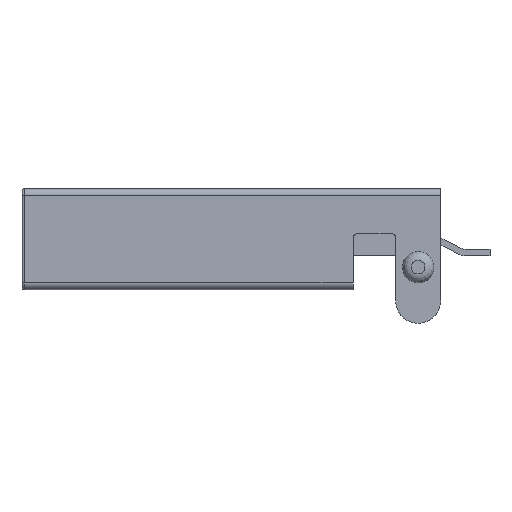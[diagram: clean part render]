
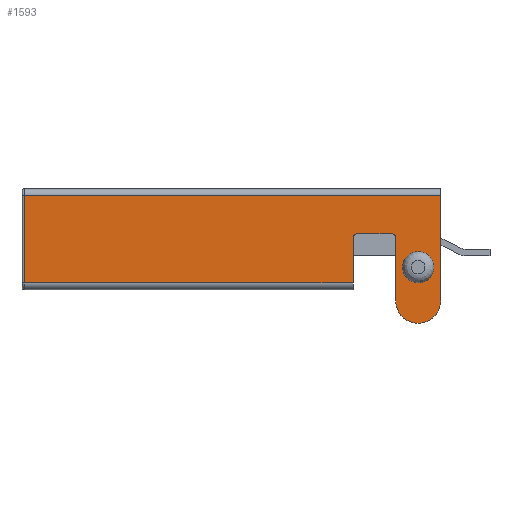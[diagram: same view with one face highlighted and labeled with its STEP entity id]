
A CAD part, left-side view. The second image highlights one B-rep face of the part: STEP entity #1593.
In plain terms, the highlighted planar face has unit normal (-1, 0, 0).
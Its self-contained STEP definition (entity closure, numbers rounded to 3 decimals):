
#495 = EDGE_CURVE('',#496,#498,#500,.T.);
#496 = VERTEX_POINT('',#497);
#497 = CARTESIAN_POINT('',(-6.,-18.65,4.2));
#498 = VERTEX_POINT('',#499);
#499 = CARTESIAN_POINT('',(-6.,-18.65,-0.501));
#500 = LINE('',#501,#502);
#501 = CARTESIAN_POINT('',(-6.,-18.65,2.5));
#502 = VECTOR('',#503,1.);
#503 = DIRECTION('',(0.,0.,-1.));
#588 = EDGE_CURVE('',#589,#496,#591,.T.);
#589 = VERTEX_POINT('',#590);
#590 = CARTESIAN_POINT('',(-6.,-0.1,4.2));
#591 = LINE('',#592,#593);
#592 = CARTESIAN_POINT('',(-6.,0.,4.2));
#593 = VECTOR('',#594,1.);
#594 = DIRECTION('',(0.,-1.,0.));
#1593 = ADVANCED_FACE('',(#1594,#1680),#1691,.T.);
#1594 = FACE_BOUND('',#1595,.T.);
#1595 = EDGE_LOOP('',(#1596,#1606,#1614,#1623,#1631,#1640,#1648,#1657,
    #1665,#1672,#1673,#1674));
#1596 = ORIENTED_EDGE('',*,*,#1597,.T.);
#1597 = EDGE_CURVE('',#1598,#1600,#1602,.T.);
#1598 = VERTEX_POINT('',#1599);
#1599 = CARTESIAN_POINT('',(-6.,-0.1,0.3));
#1600 = VERTEX_POINT('',#1601);
#1601 = CARTESIAN_POINT('',(-6.,-14.75,0.3));
#1602 = LINE('',#1603,#1604);
#1603 = CARTESIAN_POINT('',(-6.,0.,0.3));
#1604 = VECTOR('',#1605,1.);
#1605 = DIRECTION('',(0.,-1.,0.));
#1606 = ORIENTED_EDGE('',*,*,#1607,.T.);
#1607 = EDGE_CURVE('',#1600,#1608,#1610,.T.);
#1608 = VERTEX_POINT('',#1609);
#1609 = CARTESIAN_POINT('',(-6.,-14.75,2.3));
#1610 = LINE('',#1611,#1612);
#1611 = CARTESIAN_POINT('',(-6.,-14.75,2.1));
#1612 = VECTOR('',#1613,1.);
#1613 = DIRECTION('',(0.,0.,1.));
#1614 = ORIENTED_EDGE('',*,*,#1615,.T.);
#1615 = EDGE_CURVE('',#1608,#1616,#1618,.T.);
#1616 = VERTEX_POINT('',#1617);
#1617 = CARTESIAN_POINT('',(-6.,-14.95,2.5));
#1618 = CIRCLE('',#1619,0.2);
#1619 = AXIS2_PLACEMENT_3D('',#1620,#1621,#1622);
#1620 = CARTESIAN_POINT('',(-6.,-14.95,2.3));
#1621 = DIRECTION('',(1.,0.,0.));
#1622 = DIRECTION('',(0.,0.,-1.));
#1623 = ORIENTED_EDGE('',*,*,#1624,.T.);
#1624 = EDGE_CURVE('',#1616,#1625,#1627,.T.);
#1625 = VERTEX_POINT('',#1626);
#1626 = CARTESIAN_POINT('',(-6.,-16.45,2.5));
#1627 = LINE('',#1628,#1629);
#1628 = CARTESIAN_POINT('',(-6.,-7.375,2.5));
#1629 = VECTOR('',#1630,1.);
#1630 = DIRECTION('',(0.,-1.,0.));
#1631 = ORIENTED_EDGE('',*,*,#1632,.F.);
#1632 = EDGE_CURVE('',#1633,#1625,#1635,.T.);
#1633 = VERTEX_POINT('',#1634);
#1634 = CARTESIAN_POINT('',(-6.,-16.65,2.3));
#1635 = CIRCLE('',#1636,0.2);
#1636 = AXIS2_PLACEMENT_3D('',#1637,#1638,#1639);
#1637 = CARTESIAN_POINT('',(-6.,-16.45,2.3));
#1638 = DIRECTION('',(-1.,-0.,0.));
#1639 = DIRECTION('',(0.,-1.,0.));
#1640 = ORIENTED_EDGE('',*,*,#1641,.T.);
#1641 = EDGE_CURVE('',#1633,#1642,#1644,.T.);
#1642 = VERTEX_POINT('',#1643);
#1643 = CARTESIAN_POINT('',(-6.,-16.65,-0.501));
#1644 = LINE('',#1645,#1646);
#1645 = CARTESIAN_POINT('',(-6.,-16.65,2.5));
#1646 = VECTOR('',#1647,1.);
#1647 = DIRECTION('',(0.,0.,-1.));
#1648 = ORIENTED_EDGE('',*,*,#1649,.F.);
#1649 = EDGE_CURVE('',#1650,#1642,#1652,.T.);
#1650 = VERTEX_POINT('',#1651);
#1651 = CARTESIAN_POINT('',(-6.,-17.649,-1.5));
#1652 = CIRCLE('',#1653,0.999);
#1653 = AXIS2_PLACEMENT_3D('',#1654,#1655,#1656);
#1654 = CARTESIAN_POINT('',(-6.,-17.649,-0.501));
#1655 = DIRECTION('',(1.,0.,0.));
#1656 = DIRECTION('',(0.,-1.,0.));
#1657 = ORIENTED_EDGE('',*,*,#1658,.F.);
#1658 = EDGE_CURVE('',#1659,#1650,#1661,.T.);
#1659 = VERTEX_POINT('',#1660);
#1660 = CARTESIAN_POINT('',(-6.,-17.651,-1.5));
#1661 = LINE('',#1662,#1663);
#1662 = CARTESIAN_POINT('',(-6.,-18.65,-1.5));
#1663 = VECTOR('',#1664,1.);
#1664 = DIRECTION('',(0.,1.,0.));
#1665 = ORIENTED_EDGE('',*,*,#1666,.F.);
#1666 = EDGE_CURVE('',#498,#1659,#1667,.T.);
#1667 = CIRCLE('',#1668,0.999);
#1668 = AXIS2_PLACEMENT_3D('',#1669,#1670,#1671);
#1669 = CARTESIAN_POINT('',(-6.,-17.651,-0.501));
#1670 = DIRECTION('',(1.,0.,-0.));
#1671 = DIRECTION('',(0.,1.,0.));
#1672 = ORIENTED_EDGE('',*,*,#495,.F.);
#1673 = ORIENTED_EDGE('',*,*,#588,.F.);
#1674 = ORIENTED_EDGE('',*,*,#1675,.T.);
#1675 = EDGE_CURVE('',#589,#1598,#1676,.T.);
#1676 = LINE('',#1677,#1678);
#1677 = CARTESIAN_POINT('',(-6.,-0.1,4.2));
#1678 = VECTOR('',#1679,1.);
#1679 = DIRECTION('',(0.,0.,-1.));
#1680 = FACE_BOUND('',#1681,.T.);
#1681 = EDGE_LOOP('',(#1682));
#1682 = ORIENTED_EDGE('',*,*,#1683,.F.);
#1683 = EDGE_CURVE('',#1684,#1684,#1686,.T.);
#1684 = VERTEX_POINT('',#1685);
#1685 = CARTESIAN_POINT('',(-6.,-17.65,0.3));
#1686 = CIRCLE('',#1687,0.7);
#1687 = AXIS2_PLACEMENT_3D('',#1688,#1689,#1690);
#1688 = CARTESIAN_POINT('',(-6.,-17.65,1.));
#1689 = DIRECTION('',(-1.,0.,0.));
#1690 = DIRECTION('',(0.,0.,-1.));
#1691 = PLANE('',#1692);
#1692 = AXIS2_PLACEMENT_3D('',#1693,#1694,#1695);
#1693 = CARTESIAN_POINT('',(-6.,-10.418,1.997));
#1694 = DIRECTION('',(-1.,0.,0.));
#1695 = DIRECTION('',(0.,1.,0.));
